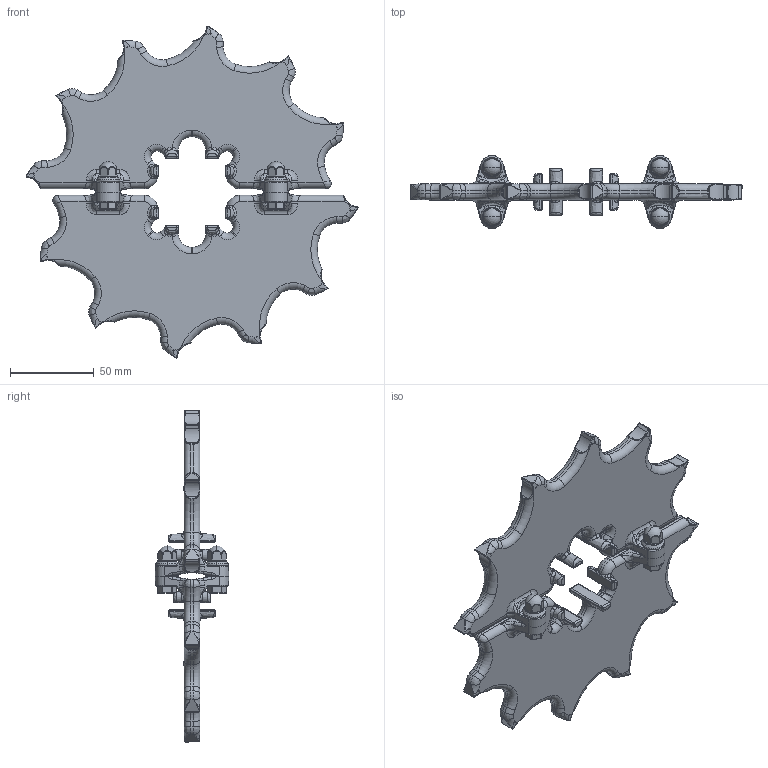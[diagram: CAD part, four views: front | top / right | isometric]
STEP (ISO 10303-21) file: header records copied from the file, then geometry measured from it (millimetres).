
FILE_DESCRIPTION((''),'2;1');
FILE_NAME('UNI_2P-HYG_MPB_Z12_T2_40_ASM','2019-03-01T08:34:41',('MTH'),(''),'CREO PARAMETRIC BY PTC INC, 2018420','CREO PARAMETRIC BY PTC INC, 2018420','');
FILE_SCHEMA(('AUTOMOTIVE_DESIGN { 1 0 10303 214 1 1 1 1 }'));
Products named in the file (4): T0500; DIN931_M6_A4; DOME_ISO1587_M6; UNI_2P-HYG_MPB_Z12_T2_40_ASM
Assembly tree (10 placements, depth 2):
  UNI_2P-HYG_MPB_Z12_T2_40_ASM
    T0500  x2
    DIN931_M6_A4  x4
    DOME_ISO1587_M6  x4
Bounding box: 197.69 x 43.55 x 197.69 mm (x, y, z)
Volume: 219406.4 mm3; surface area: 65733.6 mm2
Topology: 10 solids, 14 shells, 2050 faces, 4926 edges, 2894 vertices
Faces by surface type: bspline 848, cylinder 554, torus 256, plane 248, cone 80, sphere 64
Entity records: 73349 total; most frequent: CARTESIAN_POINT 40639, ORIENTED_EDGE 4082, DIRECTION 3454, PRESENTATION_STYLE_ASSIGNMENT 3099, STYLED_ITEM 3099, CURVE_STYLE 2201, EDGE_CURVE 2043, AXIS2_PLACEMENT_3D 1482
